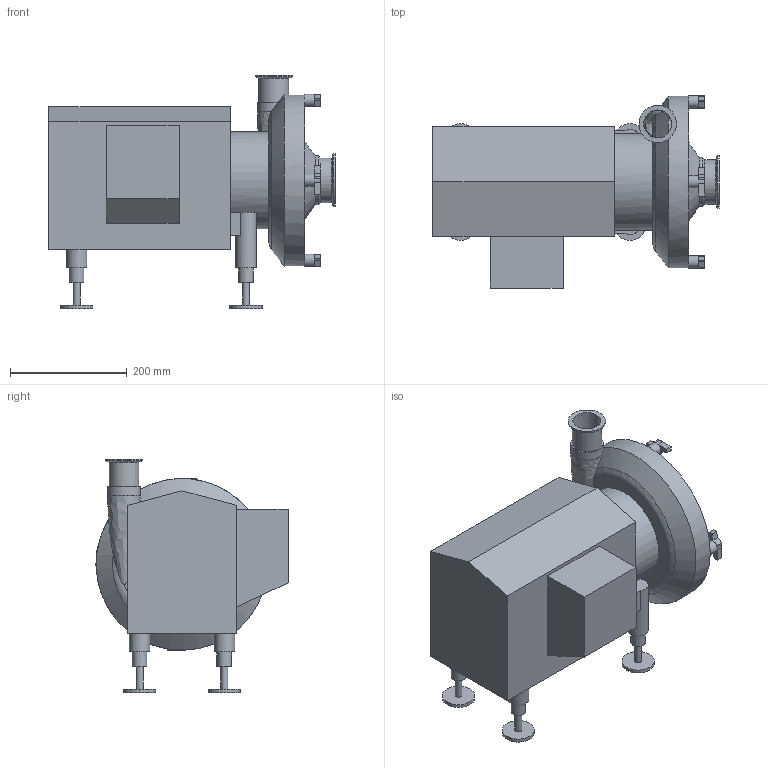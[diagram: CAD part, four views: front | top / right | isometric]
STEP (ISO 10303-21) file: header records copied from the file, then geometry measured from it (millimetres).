
FILE_DESCRIPTION(/* description */ (''),/* implementation_level */ '2;1');
FILE_NAME(/* name */ '',/* time_stamp */ '2024-11-22T09:48:42+09:00',/* author */ ('m'),/* organization */ (''),/* preprocessor_version */ 'ST-DEVELOPER v20',/* originating_system */ 'Autodesk Inventor 2025',/* authorisation */ '');
FILE_SCHEMA (('CONFIG_CONTROL_DESIGN'));
Length unit declared in the file: millimetre
Products named in the file (1): EZM_022_30X20-CXC
Bounding box: 490 x 329.5 x 400 mm (x, y, z)
Volume: 20349428.7 mm3; surface area: 730644.9 mm2
Topology: 1 solids, 4 shells, 162 faces, 378 edges, 243 vertices
Faces by surface type: plane 113, cylinder 35, cone 9, torus 3, bspline 2
Full cylindrical faces by diameter (mm): 10.917 x4, 12 x4, 21 x4, 25 x4, 35 x4, 47.8 x1, 50.8 x1, 55 x4, 55.8 x1, 64 x1, 72.3 x1, 76.3 x1, 84.3 x1, 91 x1, 166 x1, 294 x1
Entity records: 4911 total; most frequent: CARTESIAN_POINT 1059, DIRECTION 812, ORIENTED_EDGE 752, EDGE_CURVE 376, AXIS2_PLACEMENT_3D 293, VERTEX_POINT 243, LINE 226, VECTOR 226
